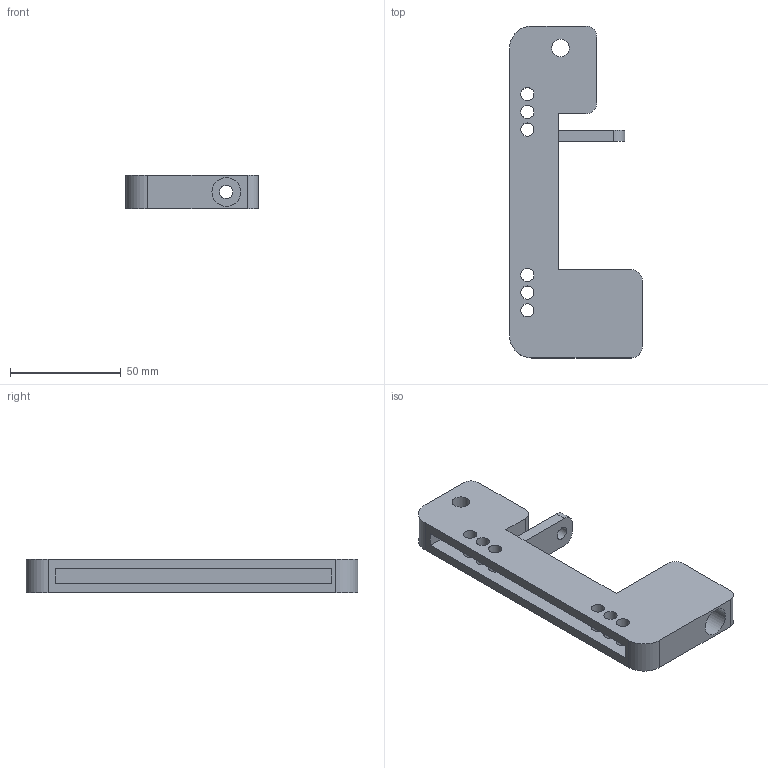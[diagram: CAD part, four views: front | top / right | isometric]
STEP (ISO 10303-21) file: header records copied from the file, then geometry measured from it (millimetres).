
FILE_DESCRIPTION(('FreeCAD Model'),'2;1');
FILE_NAME( 'support potence step.step', '2021-08-03T14:25:27',('Author'),(''), 'Open CASCADE STEP processor 7.3','FreeCAD','Unknown');
FILE_SCHEMA(('AUTOMOTIVE_DESIGN { 1 0 10303 214 1 1 1 1 }'));
Length unit declared in the file: millimetre
Products named in the file (1): Body
Bounding box: 60 x 150 x 15 mm (x, y, z)
Volume: 60688.2 mm3; surface area: 25919.1 mm2
Topology: 1 solids, 1 shells, 46 faces, 122 edges, 80 vertices
Faces by surface type: cylinder 24, plane 22
Full cylindrical faces by diameter (mm): 6 x14, 8 x1, 13 x1
Entity records: 3199 total; most frequent: CARTESIAN_POINT 673, DIRECTION 478, LINE 270, VECTOR 270, ORIENTED_EDGE 244, PCURVE 244, DEFINITIONAL_REPRESENTATION 244, EDGE_CURVE 122
